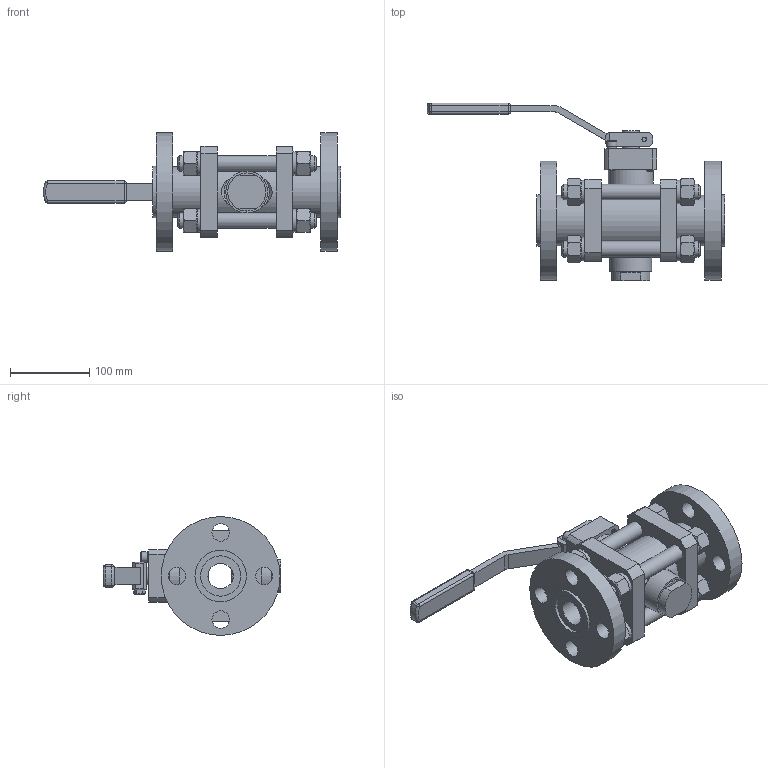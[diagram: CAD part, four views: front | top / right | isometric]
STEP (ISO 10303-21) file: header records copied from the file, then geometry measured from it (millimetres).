
FILE_DESCRIPTION(('STEP AP203'), '1');
FILE_NAME('FB39.310.032', '', ('UNSPECIFIED'), ('UNSPECIFIED'), 'ASCON STEP Converter 1.6', 'ASCON Math Kernel', '');
FILE_SCHEMA(('CONFIG_CONTROL_DESIGN'));
Length unit declared in the file: millimetre
Products named in the file (1): 埡39.310.032.000
Bounding box: 375.39 x 224.34 x 150 mm (x, y, z)
Volume: 2168218 mm3; surface area: 322578.3 mm2
Topology: 1 solids, 1 shells, 498 faces, 1216 edges, 750 vertices
Faces by surface type: plane 282, cylinder 137, cone 60, torus 11, sphere 8
Full cylindrical faces by diameter (mm): 6 x5, 8 x9, 9 x5, 13 x4, 14 x3, 15 x1, 20 x12, 22 x17, 24 x1, 25 x2, 32 x3, 34 x1, 37 x1, 40 x1, 48 x1, 51 x2, 53 x2, 57 x1, 64 x2, 65 x2, 78 x1, 150 x2
Entity records: 24064 total; most frequent: CARTESIAN_POINT 8985, DIRECTION 2283, ORIENTED_EDGE 2122, EDGE_CURVE 1061, AXIS2_PLACEMENT_3D 939, VERTEX_POINT 746, EDGE_LOOP 743, FACE_BOUND 536
